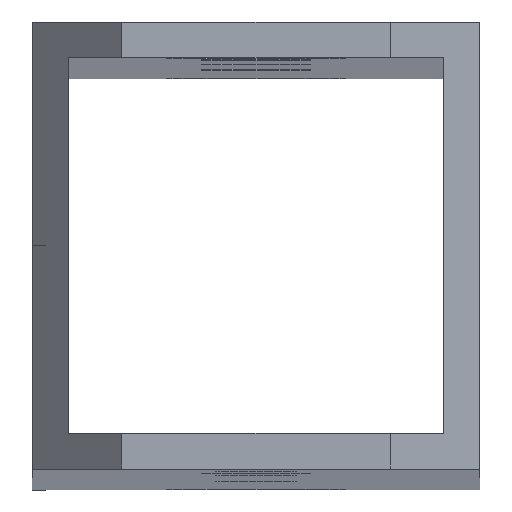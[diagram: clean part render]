
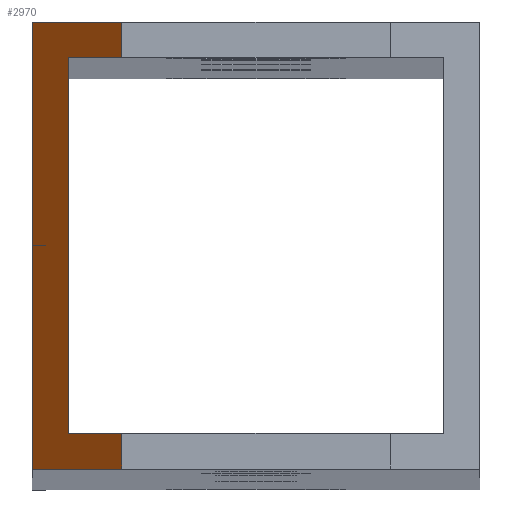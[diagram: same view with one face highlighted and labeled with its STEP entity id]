
A CAD part, top view. The second image highlights one B-rep face of the part: STEP entity #2970.
In plain terms, the highlighted planar face has unit normal (-0.707, 0, 0.707).
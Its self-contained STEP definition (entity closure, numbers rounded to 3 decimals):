
#42 = AXIS2_PLACEMENT_3D ( 'NONE', #1086, #2192, #1650 ) ;
#65 = ORIENTED_EDGE ( 'NONE', *, *, #1707, .T. ) ;
#75 = ORIENTED_EDGE ( 'NONE', *, *, #1889, .T. ) ;
#148 = CARTESIAN_POINT ( 'NONE',  ( -7.5, 12.5, 1050. ) ) ;
#400 = VERTEX_POINT ( 'NONE', #2146 ) ;
#452 = VERTEX_POINT ( 'NONE', #1158 ) ;
#532 = FACE_OUTER_BOUND ( 'NONE', #1672, .T. ) ;
#546 = DIRECTION ( 'NONE',  ( 0.707, 0., 0.707 ) ) ;
#637 = VERTEX_POINT ( 'NONE', #3153 ) ;
#724 = PLANE ( 'NONE',  #42 ) ;
#734 = CARTESIAN_POINT ( 'NONE',  ( -7.5, -12.5, 1050. ) ) ;
#751 = LINE ( 'NONE', #1564, #2267 ) ;
#797 = VECTOR ( 'NONE', #1925, 1000. ) ;
#978 = CARTESIAN_POINT ( 'NONE',  ( -12.5, 12.5, 1045. ) ) ;
#1045 = ORIENTED_EDGE ( 'NONE', *, *, #2104, .F. ) ;
#1068 = DIRECTION ( 'NONE',  ( 0.707, 0., 0.707 ) ) ;
#1086 = CARTESIAN_POINT ( 'NONE',  ( -12.5, 12.5, 1045. ) ) ;
#1130 = VERTEX_POINT ( 'NONE', #2292 ) ;
#1158 = CARTESIAN_POINT ( 'NONE',  ( -10.5, -10.5, 1047. ) ) ;
#1198 = EDGE_CURVE ( 'NONE', #452, #1657, #3107, .T. ) ;
#1225 = EDGE_CURVE ( 'NONE', #1130, #400, #2004, .T. ) ;
#1278 = VERTEX_POINT ( 'NONE', #2735 ) ;
#1343 = VECTOR ( 'NONE', #546, 1000. ) ;
#1424 = LINE ( 'NONE', #1969, #1343 ) ;
#1495 = VERTEX_POINT ( 'NONE', #3059 ) ;
#1564 = CARTESIAN_POINT ( 'NONE',  ( -9., 10.5, 1048.5 ) ) ;
#1650 = DIRECTION ( 'NONE',  ( -0.707, 0., -0.707 ) ) ;
#1657 = VERTEX_POINT ( 'NONE', #1791 ) ;
#1672 = EDGE_LOOP ( 'NONE', ( #65, #2543, #1045, #2541, #75, #1725, #3129, #3347 ) ) ;
#1707 = EDGE_CURVE ( 'NONE', #1657, #400, #751, .T. ) ;
#1721 = CARTESIAN_POINT ( 'NONE',  ( -12.5, 12.5, 1045. ) ) ;
#1725 = ORIENTED_EDGE ( 'NONE', *, *, #2195, .F. ) ;
#1730 = EDGE_CURVE ( 'NONE', #637, #452, #2431, .T. ) ;
#1745 = DIRECTION ( 'NONE',  ( 0., 1., 0. ) ) ;
#1791 = CARTESIAN_POINT ( 'NONE',  ( -10.5, 10.5, 1047. ) ) ;
#1807 = DIRECTION ( 'NONE',  ( 0.707, 0., 0.707 ) ) ;
#1869 = VECTOR ( 'NONE', #3369, 1000. ) ;
#1889 = EDGE_CURVE ( 'NONE', #1278, #3264, #1424, .T. ) ;
#1898 = DIRECTION ( 'NONE',  ( 0., -1., 0. ) ) ;
#1925 = DIRECTION ( 'NONE',  ( 0., -1., 0. ) ) ;
#1969 = CARTESIAN_POINT ( 'NONE',  ( -12.5, -12.5, 1045. ) ) ;
#2004 = LINE ( 'NONE', #148, #1869 ) ;
#2104 = EDGE_CURVE ( 'NONE', #1495, #1130, #3453, .T. ) ;
#2146 = CARTESIAN_POINT ( 'NONE',  ( -7.5, 10.5, 1050. ) ) ;
#2192 = DIRECTION ( 'NONE',  ( 0.707, 0., -0.707 ) ) ;
#2195 = EDGE_CURVE ( 'NONE', #637, #3264, #3267, .T. ) ;
#2267 = VECTOR ( 'NONE', #1068, 1000. ) ;
#2292 = CARTESIAN_POINT ( 'NONE',  ( -7.5, 12.5, 1050. ) ) ;
#2410 = VECTOR ( 'NONE', #1898, 1000. ) ;
#2431 = LINE ( 'NONE', #3513, #3023 ) ;
#2442 = VECTOR ( 'NONE', #1745, 1000. ) ;
#2541 = ORIENTED_EDGE ( 'NONE', *, *, #3560, .T. ) ;
#2543 = ORIENTED_EDGE ( 'NONE', *, *, #1225, .F. ) ;
#2597 = CARTESIAN_POINT ( 'NONE',  ( -10.5, -10.5, 1047. ) ) ;
#2735 = CARTESIAN_POINT ( 'NONE',  ( -12.5, -12.5, 1045. ) ) ;
#2967 = CARTESIAN_POINT ( 'NONE',  ( -7.5, 12.5, 1050. ) ) ;
#2970 = ADVANCED_FACE ( 'NONE', ( #532 ), #724, .F. ) ;
#3023 = VECTOR ( 'NONE', #3286, 1000. ) ;
#3059 = CARTESIAN_POINT ( 'NONE',  ( -12.5, 12.5, 1045. ) ) ;
#3102 = LINE ( 'NONE', #1721, #797 ) ;
#3107 = LINE ( 'NONE', #2597, #2442 ) ;
#3129 = ORIENTED_EDGE ( 'NONE', *, *, #1730, .T. ) ;
#3153 = CARTESIAN_POINT ( 'NONE',  ( -7.5, -10.5, 1050. ) ) ;
#3264 = VERTEX_POINT ( 'NONE', #734 ) ;
#3267 = LINE ( 'NONE', #2967, #2410 ) ;
#3286 = DIRECTION ( 'NONE',  ( -0.707, 0., -0.707 ) ) ;
#3347 = ORIENTED_EDGE ( 'NONE', *, *, #1198, .T. ) ;
#3369 = DIRECTION ( 'NONE',  ( 0., -1., 0. ) ) ;
#3453 = LINE ( 'NONE', #978, #3547 ) ;
#3513 = CARTESIAN_POINT ( 'NONE',  ( -9., -10.5, 1048.5 ) ) ;
#3547 = VECTOR ( 'NONE', #1807, 1000. ) ;
#3560 = EDGE_CURVE ( 'NONE', #1495, #1278, #3102, .T. ) ;
